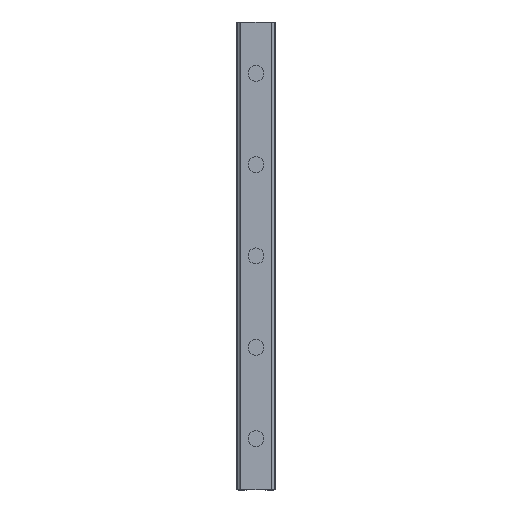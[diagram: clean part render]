
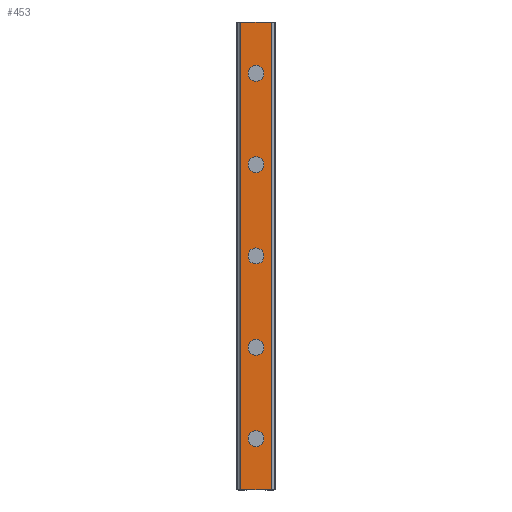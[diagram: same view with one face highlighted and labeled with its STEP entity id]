
A CAD part, top view. The second image highlights one B-rep face of the part: STEP entity #453.
In plain terms, the highlighted planar face has unit normal (0, 0, 1).
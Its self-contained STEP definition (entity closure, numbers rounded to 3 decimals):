
#453=ADVANCED_FACE('',(#934,#935,#936,#937,#938,#939),#940,.T.);
#934=FACE_BOUND('',#1441,.T.);
#935=FACE_BOUND('',#1442,.T.);
#936=FACE_BOUND('',#1443,.T.);
#937=FACE_BOUND('',#1444,.T.);
#938=FACE_BOUND('',#1445,.T.);
#939=FACE_OUTER_BOUND('',#1446,.T.);
#940=PLANE('',#1447);
#1441=EDGE_LOOP('',(#2777,#2778));
#1442=EDGE_LOOP('',(#2779,#2780));
#1443=EDGE_LOOP('',(#2781,#2782));
#1444=EDGE_LOOP('',(#2783,#2784));
#1445=EDGE_LOOP('',(#2785,#2786));
#1446=EDGE_LOOP('',(#2787,#2788,#2789,#2790));
#1447=AXIS2_PLACEMENT_3D('',#2791,#2792,#2793);
#2777=ORIENTED_EDGE('',*,*,#3052,.T.);
#2778=ORIENTED_EDGE('',*,*,#3453,.T.);
#2779=ORIENTED_EDGE('',*,*,#3042,.T.);
#2780=ORIENTED_EDGE('',*,*,#3459,.T.);
#2781=ORIENTED_EDGE('',*,*,#3032,.T.);
#2782=ORIENTED_EDGE('',*,*,#3465,.T.);
#2783=ORIENTED_EDGE('',*,*,#3022,.T.);
#2784=ORIENTED_EDGE('',*,*,#3471,.T.);
#2785=ORIENTED_EDGE('',*,*,#3012,.T.);
#2786=ORIENTED_EDGE('',*,*,#3477,.T.);
#2787=ORIENTED_EDGE('',*,*,#3428,.T.);
#2788=ORIENTED_EDGE('',*,*,#3532,.F.);
#2789=ORIENTED_EDGE('',*,*,#3290,.T.);
#2790=ORIENTED_EDGE('',*,*,#3530,.T.);
#2791=CARTESIAN_POINT('',(0.,410.0,29.));
#2792=DIRECTION('',(0.0,0.0,1.0));
#2793=DIRECTION('',(-1.0,0.0,0.0));
#3012=EDGE_CURVE('',#3596,#3593,#3597,.T.);
#3022=EDGE_CURVE('',#3614,#3611,#3615,.T.);
#3032=EDGE_CURVE('',#3632,#3629,#3633,.T.);
#3042=EDGE_CURVE('',#3650,#3647,#3651,.T.);
#3052=EDGE_CURVE('',#3668,#3665,#3669,.T.);
#3290=EDGE_CURVE('',#4030,#4028,#4031,.T.);
#3428=EDGE_CURVE('',#4261,#4259,#4262,.T.);
#3453=EDGE_CURVE('',#3665,#3668,#4309,.T.);
#3459=EDGE_CURVE('',#3647,#3650,#4315,.T.);
#3465=EDGE_CURVE('',#3629,#3632,#4321,.T.);
#3471=EDGE_CURVE('',#3611,#3614,#4327,.T.);
#3477=EDGE_CURVE('',#3593,#3596,#4333,.T.);
#3530=EDGE_CURVE('',#4028,#4261,#4386,.T.);
#3532=EDGE_CURVE('',#4030,#4259,#4388,.T.);
#3593=VERTEX_POINT('',#4451);
#3596=VERTEX_POINT('',#4455);
#3597=CIRCLE('',#4456,7.0);
#3611=VERTEX_POINT('',#4473);
#3614=VERTEX_POINT('',#4477);
#3615=CIRCLE('',#4478,7.0);
#3629=VERTEX_POINT('',#4495);
#3632=VERTEX_POINT('',#4499);
#3633=CIRCLE('',#4500,7.0);
#3647=VERTEX_POINT('',#4517);
#3650=VERTEX_POINT('',#4521);
#3651=CIRCLE('',#4522,7.0);
#3665=VERTEX_POINT('',#4539);
#3668=VERTEX_POINT('',#4543);
#3669=CIRCLE('',#4544,7.0);
#4028=VERTEX_POINT('',#5041);
#4030=VERTEX_POINT('',#5044);
#4031=LINE('',#5045,#5046);
#4259=VERTEX_POINT('',#5364);
#4261=VERTEX_POINT('',#5367);
#4262=LINE('',#5368,#5369);
#4309=CIRCLE('',#5428,7.0);
#4315=CIRCLE('',#5434,7.0);
#4321=CIRCLE('',#5440,7.0);
#4327=CIRCLE('',#5446,7.0);
#4333=CIRCLE('',#5452,7.0);
#4386=LINE('',#5529,#5530);
#4388=LINE('',#5532,#5533);
#4451=CARTESIAN_POINT('',(7.0,45.0,29.));
#4455=CARTESIAN_POINT('',(-7.0,45.0,29.));
#4456=AXIS2_PLACEMENT_3D('',#5617,#5618,#5619);
#4473=CARTESIAN_POINT('',(7.0,125.0,29.));
#4477=CARTESIAN_POINT('',(-7.0,125.0,29.));
#4478=AXIS2_PLACEMENT_3D('',#5633,#5634,#5635);
#4495=CARTESIAN_POINT('',(7.0,205.0,29.));
#4499=CARTESIAN_POINT('',(-7.0,205.0,29.));
#4500=AXIS2_PLACEMENT_3D('',#5649,#5650,#5651);
#4517=CARTESIAN_POINT('',(7.0,285.0,29.));
#4521=CARTESIAN_POINT('',(-7.0,285.0,29.));
#4522=AXIS2_PLACEMENT_3D('',#5665,#5666,#5667);
#4539=CARTESIAN_POINT('',(7.0,365.0,29.));
#4543=CARTESIAN_POINT('',(-7.0,365.0,29.));
#4544=AXIS2_PLACEMENT_3D('',#5681,#5682,#5683);
#5041=CARTESIAN_POINT('',(-13.251,410.0,29.));
#5044=CARTESIAN_POINT('',(13.251,410.0,29.));
#5045=CARTESIAN_POINT('',(13.251,410.0,29.));
#5046=VECTOR('',#5934,1.0);
#5364=CARTESIAN_POINT('',(13.251,0.0,29.));
#5367=CARTESIAN_POINT('',(-13.251,0.0,29.));
#5368=CARTESIAN_POINT('',(13.251,0.0,29.));
#5369=VECTOR('',#6092,1.0);
#5428=AXIS2_PLACEMENT_3D('',#6138,#6139,#6140);
#5434=AXIS2_PLACEMENT_3D('',#6147,#6148,#6149);
#5440=AXIS2_PLACEMENT_3D('',#6156,#6157,#6158);
#5446=AXIS2_PLACEMENT_3D('',#6165,#6166,#6167);
#5452=AXIS2_PLACEMENT_3D('',#6174,#6175,#6176);
#5529=CARTESIAN_POINT('',(-13.251,410.0,29.));
#5530=VECTOR('',#6207,1.0);
#5532=CARTESIAN_POINT('',(13.251,410.0,29.));
#5533=VECTOR('',#6208,1.0);
#5617=CARTESIAN_POINT('',(0.0,45.0,29.));
#5618=DIRECTION('',(0.0,0.0,-1.0));
#5619=DIRECTION('',(1.0,0.0,0.0));
#5633=CARTESIAN_POINT('',(0.0,125.0,29.));
#5634=DIRECTION('',(0.0,0.0,-1.0));
#5635=DIRECTION('',(1.0,0.0,0.0));
#5649=CARTESIAN_POINT('',(0.0,205.0,29.));
#5650=DIRECTION('',(0.0,0.0,-1.0));
#5651=DIRECTION('',(1.0,0.0,0.0));
#5665=CARTESIAN_POINT('',(0.0,285.0,29.));
#5666=DIRECTION('',(0.0,0.0,-1.0));
#5667=DIRECTION('',(1.0,0.0,0.0));
#5681=CARTESIAN_POINT('',(0.0,365.0,29.));
#5682=DIRECTION('',(0.0,0.0,-1.0));
#5683=DIRECTION('',(1.0,0.0,0.0));
#5934=DIRECTION('',(-1.0,0.0,0.0));
#6092=DIRECTION('',(1.0,0.0,0.0));
#6138=CARTESIAN_POINT('',(0.0,365.0,29.));
#6139=DIRECTION('',(0.0,0.0,-1.0));
#6140=DIRECTION('',(1.0,0.0,0.0));
#6147=CARTESIAN_POINT('',(0.0,285.0,29.));
#6148=DIRECTION('',(0.0,0.0,-1.0));
#6149=DIRECTION('',(1.0,0.0,0.0));
#6156=CARTESIAN_POINT('',(0.0,205.0,29.));
#6157=DIRECTION('',(0.0,0.0,-1.0));
#6158=DIRECTION('',(1.0,0.0,0.0));
#6165=CARTESIAN_POINT('',(0.0,125.0,29.));
#6166=DIRECTION('',(0.0,0.0,-1.0));
#6167=DIRECTION('',(1.0,0.0,0.0));
#6174=CARTESIAN_POINT('',(0.0,45.0,29.));
#6175=DIRECTION('',(0.0,0.0,-1.0));
#6176=DIRECTION('',(1.0,0.0,0.0));
#6207=DIRECTION('',(0.0,-1.0,0.0));
#6208=DIRECTION('',(0.0,-1.0,0.0));
